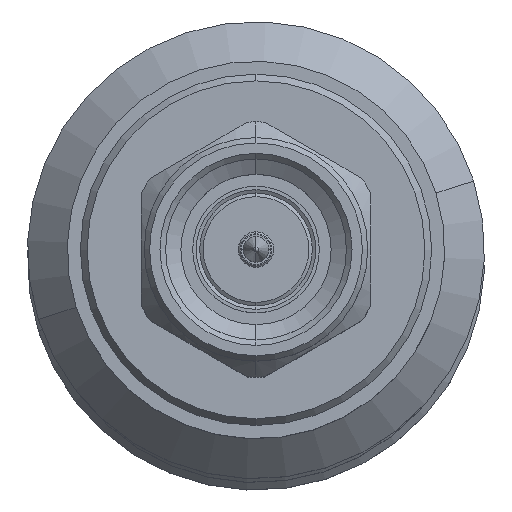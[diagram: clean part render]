
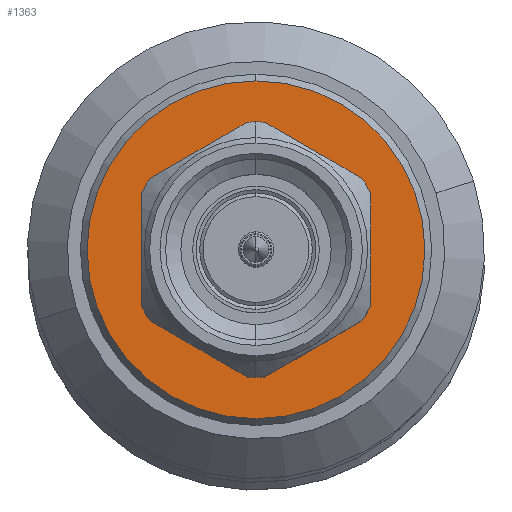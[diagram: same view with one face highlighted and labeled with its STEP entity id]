
A CAD part, top view. The second image highlights one B-rep face of the part: STEP entity #1363.
In plain terms, the highlighted face is planar.
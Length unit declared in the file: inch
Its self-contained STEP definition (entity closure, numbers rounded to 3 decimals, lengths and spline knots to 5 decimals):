
#224 = DIRECTION ( 'NONE',  ( -1., 0., 0. ) ) ;
#352 = AXIS2_PLACEMENT_3D ( 'NONE', #3564, #3202, #3614 ) ;
#451 = CARTESIAN_POINT ( 'NONE',  ( 0.34866, 0.239, 0. ) ) ;
#575 = EDGE_LOOP ( 'NONE', ( #854, #983 ) ) ;
#854 = ORIENTED_EDGE ( 'NONE', *, *, #4030, .T. ) ;
#983 = ORIENTED_EDGE ( 'NONE', *, *, #3837, .T. ) ;
#1270 = CARTESIAN_POINT ( 'NONE',  ( 0.34866, 0., 0. ) ) ;
#1360 = CARTESIAN_POINT ( 'NONE',  ( 0.34866, -0.12928, 0. ) ) ;
#1363 = ADVANCED_FACE ( 'NONE', ( #4970, #2955 ), #3705, .F. ) ;
#1610 = CIRCLE ( 'NONE', #3028, 0.12928 ) ;
#1810 = CARTESIAN_POINT ( 'NONE',  ( 0.34866, -0.239, 0. ) ) ;
#1841 = CIRCLE ( 'NONE', #352, 0.239 ) ;
#1850 = DIRECTION ( 'NONE',  ( 0., -1., 0. ) ) ;
#2072 = EDGE_LOOP ( 'NONE', ( #2839, #3059 ) ) ;
#2147 = AXIS2_PLACEMENT_3D ( 'NONE', #3344, #4530, #3808 ) ;
#2165 = EDGE_CURVE ( 'NONE', #4542, #2691, #1610, .T. ) ;
#2244 = CARTESIAN_POINT ( 'NONE',  ( 0.34866, 0., 0. ) ) ;
#2312 = CIRCLE ( 'NONE', #4154, 0.239 ) ;
#2460 = DIRECTION ( 'NONE',  ( 0., -1., 0. ) ) ;
#2691 = VERTEX_POINT ( 'NONE', #1360 ) ;
#2839 = ORIENTED_EDGE ( 'NONE', *, *, #4944, .F. ) ;
#2850 = DIRECTION ( 'NONE',  ( 0., -1., 0. ) ) ;
#2955 = FACE_OUTER_BOUND ( 'NONE', #575, .T. ) ;
#3028 = AXIS2_PLACEMENT_3D ( 'NONE', #3239, #4811, #2850 ) ;
#3059 = ORIENTED_EDGE ( 'NONE', *, *, #2165, .F. ) ;
#3202 = DIRECTION ( 'NONE',  ( -1., 0., 0. ) ) ;
#3239 = CARTESIAN_POINT ( 'NONE',  ( 0.34866, 0., 0. ) ) ;
#3344 = CARTESIAN_POINT ( 'NONE',  ( 0.34866, 0.12928, 0. ) ) ;
#3564 = CARTESIAN_POINT ( 'NONE',  ( 0.34866, 0., 0. ) ) ;
#3610 = VERTEX_POINT ( 'NONE', #1810 ) ;
#3614 = DIRECTION ( 'NONE',  ( 0., -1., 0. ) ) ;
#3705 = PLANE ( 'NONE',  #2147 ) ;
#3808 = DIRECTION ( 'NONE',  ( 0., 1., 0. ) ) ;
#3837 = EDGE_CURVE ( 'NONE', #3610, #4317, #1841, .T. ) ;
#4030 = EDGE_CURVE ( 'NONE', #4317, #3610, #2312, .T. ) ;
#4154 = AXIS2_PLACEMENT_3D ( 'NONE', #2244, #224, #1850 ) ;
#4283 = CARTESIAN_POINT ( 'NONE',  ( 0.34866, 0.12928, 0. ) ) ;
#4317 = VERTEX_POINT ( 'NONE', #451 ) ;
#4357 = DIRECTION ( 'NONE',  ( -1., 0., 0. ) ) ;
#4469 = AXIS2_PLACEMENT_3D ( 'NONE', #1270, #4357, #2460 ) ;
#4530 = DIRECTION ( 'NONE',  ( 1., 0., 0. ) ) ;
#4542 = VERTEX_POINT ( 'NONE', #4283 ) ;
#4811 = DIRECTION ( 'NONE',  ( -1., 0., 0. ) ) ;
#4869 = CIRCLE ( 'NONE', #4469, 0.12928 ) ;
#4944 = EDGE_CURVE ( 'NONE', #2691, #4542, #4869, .T. ) ;
#4970 = FACE_BOUND ( 'NONE', #2072, .T. ) ;
